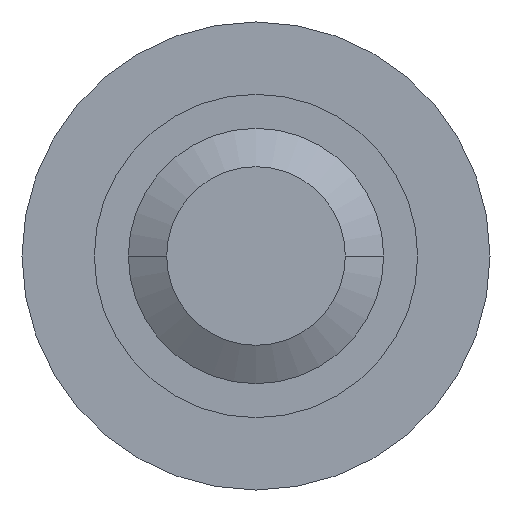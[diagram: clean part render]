
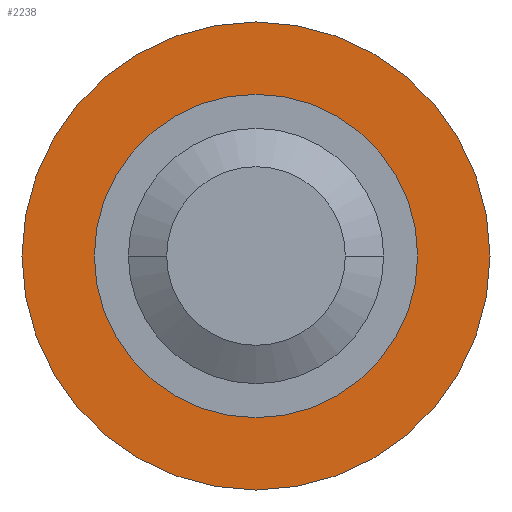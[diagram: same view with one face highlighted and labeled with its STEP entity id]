
A CAD part, front view. The second image highlights one B-rep face of the part: STEP entity #2238.
In plain terms, the highlighted planar face has unit normal (0, -1, 0).
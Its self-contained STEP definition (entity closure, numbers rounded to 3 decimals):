
#1956=CARTESIAN_POINT('',(0.,10.,0.));
#1957=DIRECTION('',(0.,-1.,0.));
#1958=DIRECTION('',(-1.,0.,0.));
#1959=AXIS2_PLACEMENT_3D('',#1956,#1957,#1958);
#1964=CARTESIAN_POINT('',(0.,10.,0.));
#1965=DIRECTION('',(0.,-1.,0.));
#1966=DIRECTION('',(1.,0.,0.));
#1967=AXIS2_PLACEMENT_3D('',#1964,#1965,#1966);
#1972=CARTESIAN_POINT('',(0.,10.,0.));
#1973=DIRECTION('',(0.,1.,0.));
#1974=DIRECTION('',(1.,0.,0.));
#1975=AXIS2_PLACEMENT_3D('',#1972,#1973,#1974);
#1980=CARTESIAN_POINT('',(0.,10.,0.));
#1981=DIRECTION('',(0.,1.,0.));
#1982=DIRECTION('',(-1.,0.,0.));
#1983=AXIS2_PLACEMENT_3D('',#1980,#1981,#1982);
#2067=CARTESIAN_POINT('',(-2.75,10.,0.));
#2068=VERTEX_POINT('',#2067);
#2069=CARTESIAN_POINT('',(2.75,10.,0.));
#2070=VERTEX_POINT('',#2069);
#2071=CARTESIAN_POINT('',(-1.9,10.,0.));
#2072=CARTESIAN_POINT('',(1.9,10.,0.));
#2073=VERTEX_POINT('',#2071);
#2074=VERTEX_POINT('',#2072);
#2222=CARTESIAN_POINT('',(2.325,10.,0.));
#2223=DIRECTION('',(0.,-1.,0.));
#2224=DIRECTION('',(-1.,0.,0.));
#2225=AXIS2_PLACEMENT_3D('',#2222,#2223,#2224);
#2226=PLANE('',#2225);
#2228=ORIENTED_EDGE('',*,*,#2227,.F.);
#2230=ORIENTED_EDGE('',*,*,#2229,.F.);
#2231=EDGE_LOOP('',(#2228,#2230));
#2232=FACE_OUTER_BOUND('',#2231,.F.);
#2233=ORIENTED_EDGE('',*,*,#2205,.F.);
#2235=ORIENTED_EDGE('',*,*,#2234,.F.);
#2236=EDGE_LOOP('',(#2233,#2235));
#2237=FACE_BOUND('',#2236,.F.);
#1960=CIRCLE('',#1959,2.75);
#1968=CIRCLE('',#1967,2.75);
#1976=CIRCLE('',#1975,1.9);
#1984=CIRCLE('',#1983,1.9);
#2205=EDGE_CURVE('',#2074,#2073,#1976,.T.);
#2227=EDGE_CURVE('',#2068,#2070,#1960,.T.);
#2229=EDGE_CURVE('',#2070,#2068,#1968,.T.);
#2234=EDGE_CURVE('',#2073,#2074,#1984,.T.);
#2238=ADVANCED_FACE('',(#2232,#2237),#2226,.T.);
